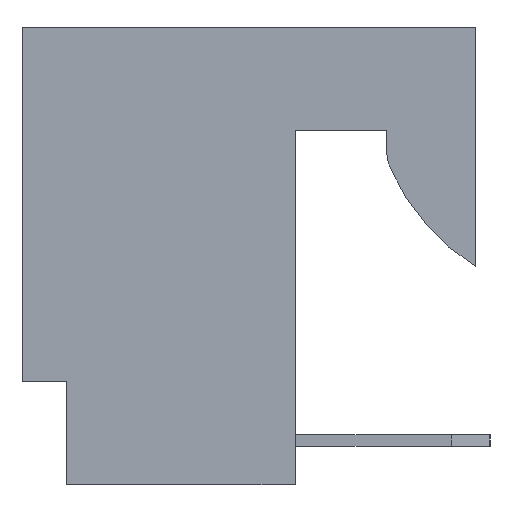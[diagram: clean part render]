
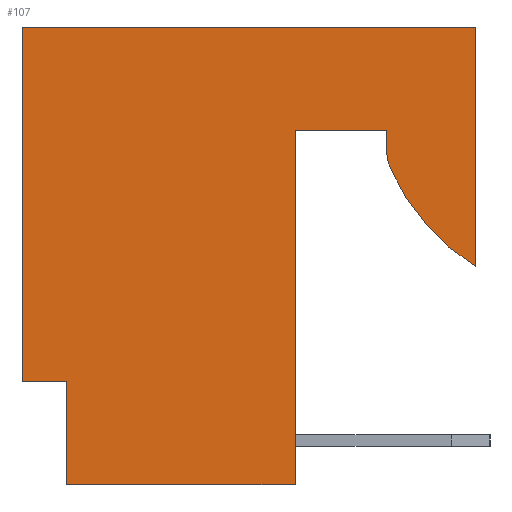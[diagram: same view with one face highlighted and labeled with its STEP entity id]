
A CAD part, left-side view. The second image highlights one B-rep face of the part: STEP entity #107.
In plain terms, the highlighted planar face has unit normal (-1, 0, 0).
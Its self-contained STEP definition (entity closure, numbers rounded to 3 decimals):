
#107=ADVANCED_FACE('',(#629),#630,.F.);
#629=FACE_OUTER_BOUND('',#1608,.T.);
#630=PLANE('',#1609);
#1608=EDGE_LOOP('',(#2767,#2768,#2769,#2770,#2771,#2772,#2773,#2774,#2775,#2776,#2777));
#1609=AXIS2_PLACEMENT_3D('',#2778,#2779,#2780);
#2767=ORIENTED_EDGE('',*,*,#6702,.F.);
#2768=ORIENTED_EDGE('',*,*,#6703,.F.);
#2769=ORIENTED_EDGE('',*,*,#6704,.F.);
#2770=ORIENTED_EDGE('',*,*,#6705,.F.);
#2771=ORIENTED_EDGE('',*,*,#6706,.F.);
#2772=ORIENTED_EDGE('',*,*,#6707,.F.);
#2773=ORIENTED_EDGE('',*,*,#6708,.F.);
#2774=ORIENTED_EDGE('',*,*,#6709,.F.);
#2775=ORIENTED_EDGE('',*,*,#6710,.F.);
#2776=ORIENTED_EDGE('',*,*,#6711,.F.);
#2777=ORIENTED_EDGE('',*,*,#6712,.F.);
#2778=CARTESIAN_POINT('',(-11.379,0.0,0.0));
#2779=DIRECTION('',(1.0,0.0,0.0));
#2780=DIRECTION('',(0.0,1.0,0.0));
#6702=EDGE_CURVE('',#8212,#8213,#8214,.T.);
#6703=EDGE_CURVE('',#8215,#8212,#8216,.T.);
#6704=EDGE_CURVE('',#8217,#8215,#8218,.T.);
#6705=EDGE_CURVE('',#8219,#8217,#8220,.T.);
#6706=EDGE_CURVE('',#8221,#8219,#8222,.T.);
#6707=EDGE_CURVE('',#8223,#8221,#8224,.T.);
#6708=EDGE_CURVE('',#8225,#8223,#8226,.T.);
#6709=EDGE_CURVE('',#8227,#8225,#8228,.T.);
#6710=EDGE_CURVE('',#8229,#8227,#8230,.T.);
#6711=EDGE_CURVE('',#8231,#8229,#8232,.T.);
#6712=EDGE_CURVE('',#8213,#8231,#8233,.T.);
#8212=VERTEX_POINT('',#10452);
#8213=VERTEX_POINT('',#10453);
#8214=LINE('',#10454,#10455);
#8215=VERTEX_POINT('',#10456);
#8216=LINE('',#10457,#10458);
#8217=VERTEX_POINT('',#10459);
#8218=LINE('',#10460,#10461);
#8219=VERTEX_POINT('',#10462);
#8220=LINE('',#10463,#10464);
#8221=VERTEX_POINT('',#10465);
#8222=LINE('',#10466,#10467);
#8223=VERTEX_POINT('',#10468);
#8224=LINE('',#10469,#10470);
#8225=VERTEX_POINT('',#10471);
#8226=LINE('',#10472,#10473);
#8227=VERTEX_POINT('',#10474);
#8228=LINE('',#10475,#10476);
#8229=VERTEX_POINT('',#10477);
#8230=CIRCLE('',#10478,0.762);
#8231=VERTEX_POINT('',#10479);
#8232=CIRCLE('',#10480,3.81);
#8233=LINE('',#10481,#10482);
#10452=CARTESIAN_POINT('',(-11.379,7.798,0.0));
#10453=CARTESIAN_POINT('',(-11.379,0.0,0.0));
#10454=CARTESIAN_POINT('',(-11.379,7.798,0.0));
#10455=VECTOR('',#13618,7.798);
#10456=CARTESIAN_POINT('',(-11.379,7.798,-6.096));
#10457=CARTESIAN_POINT('',(-11.379,7.798,-6.096));
#10458=VECTOR('',#13619,6.096);
#10459=CARTESIAN_POINT('',(-11.379,7.036,-6.096));
#10460=CARTESIAN_POINT('',(-11.379,7.036,-6.096));
#10461=VECTOR('',#13620,0.762);
#10462=CARTESIAN_POINT('',(-11.379,7.036,-7.874));
#10463=CARTESIAN_POINT('',(-11.379,7.036,-7.874));
#10464=VECTOR('',#13621,1.778);
#10465=CARTESIAN_POINT('',(-11.379,3.099,-7.874));
#10466=CARTESIAN_POINT('',(-11.379,3.099,-7.874));
#10467=VECTOR('',#13622,3.937);
#10468=CARTESIAN_POINT('',(-11.379,3.099,-1.778));
#10469=CARTESIAN_POINT('',(-11.379,3.099,-1.778));
#10470=VECTOR('',#13623,6.096);
#10471=CARTESIAN_POINT('',(-11.379,1.524,-1.778));
#10472=CARTESIAN_POINT('',(-11.379,1.524,-1.778));
#10473=VECTOR('',#13624,1.575);
#10474=CARTESIAN_POINT('',(-11.379,1.524,-2.125));
#10475=CARTESIAN_POINT('',(-11.379,1.524,-2.125));
#10476=VECTOR('',#13625,0.347);
#10477=CARTESIAN_POINT('',(-11.379,1.459,-2.434));
#10478=AXIS2_PLACEMENT_3D('',#13626,#13627,#13628);
#10479=CARTESIAN_POINT('',(-11.379,0.0,-4.117));
#10480=AXIS2_PLACEMENT_3D('',#13629,#13630,#13631);
#10481=CARTESIAN_POINT('',(-11.379,0.0,0.0));
#10482=VECTOR('',#13632,4.117);
#13618=DIRECTION('',(0.0,-1.0,0.0));
#13619=DIRECTION('',(0.0,0.0,1.0));
#13620=DIRECTION('',(0.0,1.0,0.0));
#13621=DIRECTION('',(0.0,0.0,1.0));
#13622=DIRECTION('',(0.0,1.0,0.0));
#13623=DIRECTION('',(0.0,0.0,-1.0));
#13624=DIRECTION('',(0.0,1.0,0.0));
#13625=DIRECTION('',(0.0,0.0,1.0));
#13626=CARTESIAN_POINT('',(-11.379,0.762,-2.125));
#13627=DIRECTION('',(1.0,0.0,0.0));
#13628=DIRECTION('',(0.0,0.914,-0.405));
#13629=CARTESIAN_POINT('',(-11.379,-2.024,-0.889));
#13630=DIRECTION('',(1.0,0.0,0.0));
#13631=DIRECTION('',(0.0,0.531,-0.847));
#13632=DIRECTION('',(0.0,0.0,-1.0));
